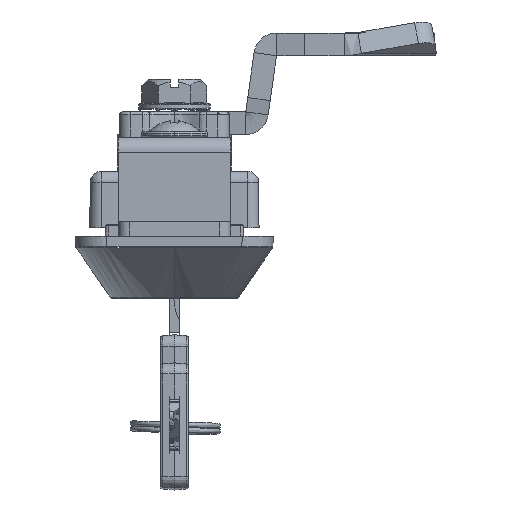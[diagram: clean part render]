
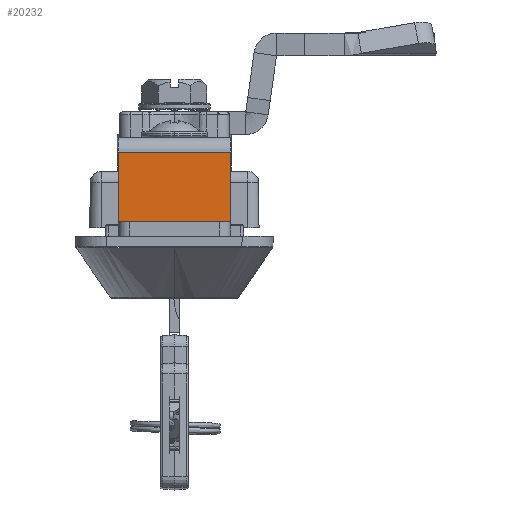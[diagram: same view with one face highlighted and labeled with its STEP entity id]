
A CAD part, left-side view. The second image highlights one B-rep face of the part: STEP entity #20232.
In plain terms, the highlighted planar face has unit normal (-1, 0, 0).
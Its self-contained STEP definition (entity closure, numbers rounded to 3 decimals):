
#1598 = DIRECTION ( 'NONE',  ( -1., 0., 0. ) ) ;
#2176 = DIRECTION ( 'NONE',  ( 0., 1., 0. ) ) ;
#3621 = ORIENTED_EDGE ( 'NONE', *, *, #40947, .T. ) ;
#3999 = LINE ( 'NONE', #32206, #22077 ) ;
#5959 = DIRECTION ( 'NONE',  ( 0., -1., 0. ) ) ;
#6119 = DIRECTION ( 'NONE',  ( 0., 1., 0. ) ) ;
#8937 = CARTESIAN_POINT ( 'NONE',  ( -157.482, 26.303, 27.464 ) ) ;
#9506 = PLANE ( 'NONE',  #10151 ) ;
#10151 = AXIS2_PLACEMENT_3D ( 'NONE', #39022, #1598, #5959 ) ;
#10434 = VERTEX_POINT ( 'NONE', #8937 ) ;
#12980 = DIRECTION ( 'NONE',  ( 0., 0., 1. ) ) ;
#13457 = VECTOR ( 'NONE', #2176, 1000. ) ;
#14307 = CARTESIAN_POINT ( 'NONE',  ( -157.482, 6.303, 39.764 ) ) ;
#15029 = VERTEX_POINT ( 'NONE', #39812 ) ;
#15121 = LINE ( 'NONE', #14307, #27701 ) ;
#18554 = LINE ( 'NONE', #35237, #13457 ) ;
#20232 = ADVANCED_FACE ( 'NONE', ( #22357 ), #9506, .T. ) ;
#22077 = VECTOR ( 'NONE', #50660, 1000. ) ;
#22357 = FACE_OUTER_BOUND ( 'NONE', #30776, .T. ) ;
#23186 = VERTEX_POINT ( 'NONE', #35081 ) ;
#26149 = VERTEX_POINT ( 'NONE', #42950 ) ;
#27159 = EDGE_CURVE ( 'NONE', #10434, #26149, #33764, .T. ) ;
#27701 = VECTOR ( 'NONE', #6119, 1000. ) ;
#30776 = EDGE_LOOP ( 'NONE', ( #33383, #50841, #35652, #3621 ) ) ;
#32206 = CARTESIAN_POINT ( 'NONE',  ( -157.482, 6.303, 27.364 ) ) ;
#33383 = ORIENTED_EDGE ( 'NONE', *, *, #27159, .F. ) ;
#33764 = LINE ( 'NONE', #50400, #34274 ) ;
#34274 = VECTOR ( 'NONE', #12980, 1000. ) ;
#35081 = CARTESIAN_POINT ( 'NONE',  ( -157.482, 6.303, 27.464 ) ) ;
#35237 = CARTESIAN_POINT ( 'NONE',  ( -157.482, 6.303, 27.464 ) ) ;
#35652 = ORIENTED_EDGE ( 'NONE', *, *, #46930, .T. ) ;
#39022 = CARTESIAN_POINT ( 'NONE',  ( -157.482, 6.303, 27.364 ) ) ;
#39812 = CARTESIAN_POINT ( 'NONE',  ( -157.482, 6.303, 39.764 ) ) ;
#40947 = EDGE_CURVE ( 'NONE', #15029, #26149, #15121, .T. ) ;
#42950 = CARTESIAN_POINT ( 'NONE',  ( -157.482, 26.303, 39.764 ) ) ;
#46865 = EDGE_CURVE ( 'NONE', #23186, #10434, #18554, .T. ) ;
#46930 = EDGE_CURVE ( 'NONE', #23186, #15029, #3999, .T. ) ;
#50400 = CARTESIAN_POINT ( 'NONE',  ( -157.482, 26.303, 27.364 ) ) ;
#50660 = DIRECTION ( 'NONE',  ( 0., 0., 1. ) ) ;
#50841 = ORIENTED_EDGE ( 'NONE', *, *, #46865, .F. ) ;
